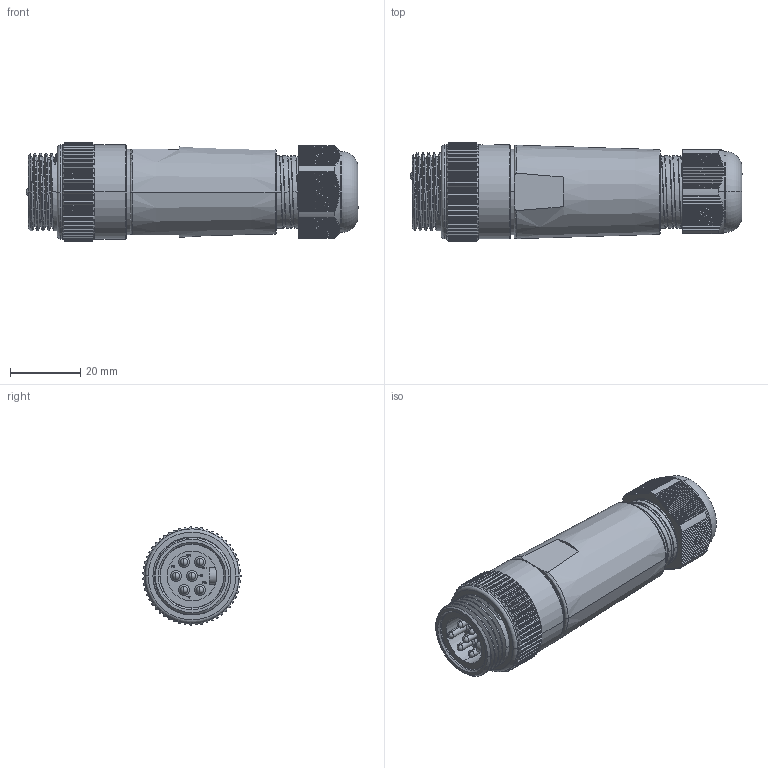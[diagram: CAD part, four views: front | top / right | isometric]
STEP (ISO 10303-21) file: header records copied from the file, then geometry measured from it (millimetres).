
FILE_DESCRIPTION (( 'STEP AP214' ), '1' );
FILE_NAME ('ZP-S1-6MPM-FW.step', '2016-03-08T22:16:02', ( '' ), ( '' ), 'SwSTEP 2.0', 'SolidWorks 2015', '' );
FILE_SCHEMA (( 'AUTOMOTIVE_DESIGN' ));
Length unit declared in the file: millimetre
Products named in the file (1): ZP-S1-6MPM-FW
Bounding box: 94.64 x 27.98 x 27.99 mm (x, y, z)
Volume: 41392.8 mm3; surface area: 15924.7 mm2
Topology: 10 solids, 10 shells, 902 faces, 2561 edges, 1687 vertices
Faces by surface type: plane 475, cylinder 328, bspline 48, cone 24, torus 15, sphere 12
Entity records: 36300 total; most frequent: CARTESIAN_POINT 14883, ORIENTED_EDGE 5074, DIRECTION 3487, EDGE_CURVE 2537, VERTEX_POINT 1675, VECTOR 1187, LINE 1187, AXIS2_PLACEMENT_3D 1150
